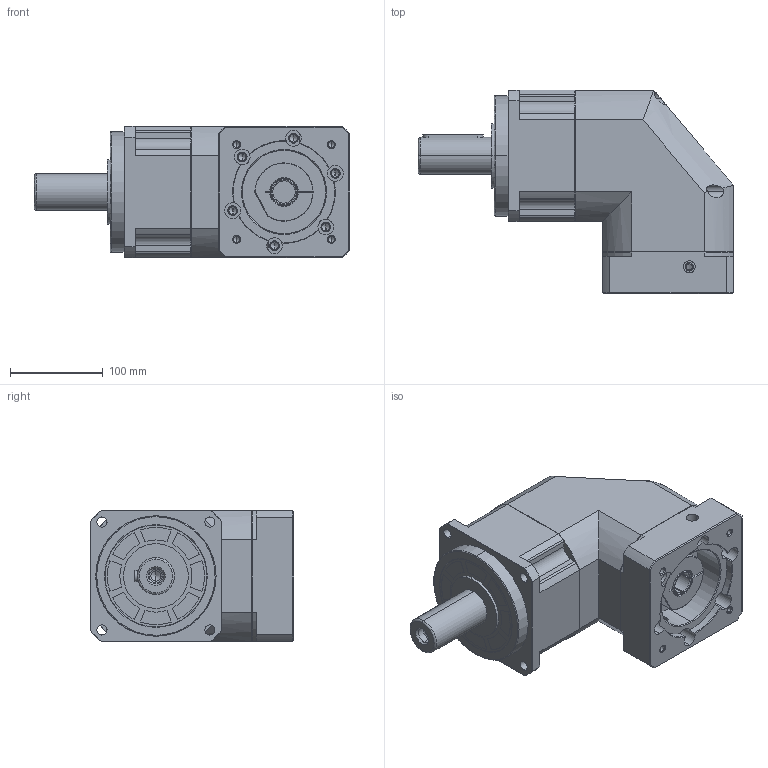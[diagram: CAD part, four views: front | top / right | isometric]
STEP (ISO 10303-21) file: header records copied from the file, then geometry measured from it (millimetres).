
FILE_DESCRIPTION (( 'STEP AP214' ), '1' );
FILE_NAME ('SBL142-L1-24-110-145M8.STEP', '2021-12-25T08:46:10', ( 'admin' ), ( '' ), 'SwSTEP 2.0', 'SolidWorks 2013', '' );
FILE_SCHEMA (( 'AUTOMOTIVE_DESIGN' ));
Length unit declared in the file: millimetre
Products named in the file (5): SBL142_X2_58F34F53_X0_-24; SB142_X2_8F9351FA7AEF_X0_; SBL142-L1-24-110-145M8; SBL115_X2_8F9351658F7495017D2773AF_X0_-24; SBL142_X2_8F9351656CD55170_X0_-_X2_03C6_X0_110-_X2_03C6_X0_145M8
Assembly tree (4 placements, depth 2):
  SBL142-L1-24-110-145M8
    SB142_X2_8F9351FA7AEF_X0_
    SBL142_X2_58F34F53_X0_-24
    SBL142_X2_8F9351656CD55170_X0_-_X2_03C6_X0_110-_X2_03C6_X0_145M8
    SBL115_X2_8F9351658F7495017D2773AF_X0_-24
Bounding box: 340.9 x 220 x 142 mm (x, y, z)
Volume: 5573531 mm3; surface area: 426445.7 mm2
Topology: 5 solids, 8 shells, 510 faces, 1292 edges, 806 vertices
Faces by surface type: cylinder 225, plane 160, cone 105, bspline 20
Entity records: 29180 total; most frequent: CARTESIAN_POINT 11443, ORIENTED_EDGE 2520, DIRECTION 2417, EDGE_CURVE 1260, AXIS2_PLACEMENT_3D 925, VERTEX_POINT 806, EDGE_LOOP 596, LINE 567
